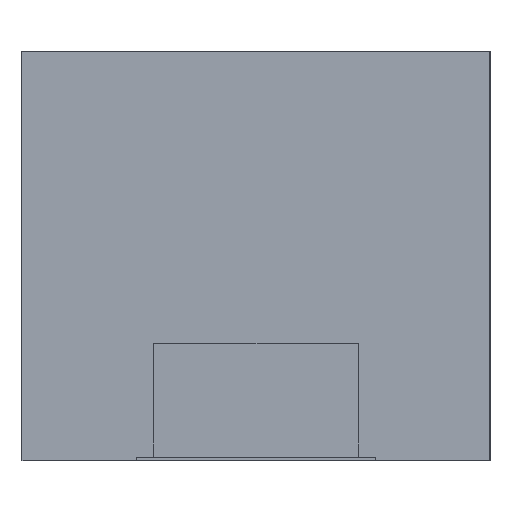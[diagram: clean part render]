
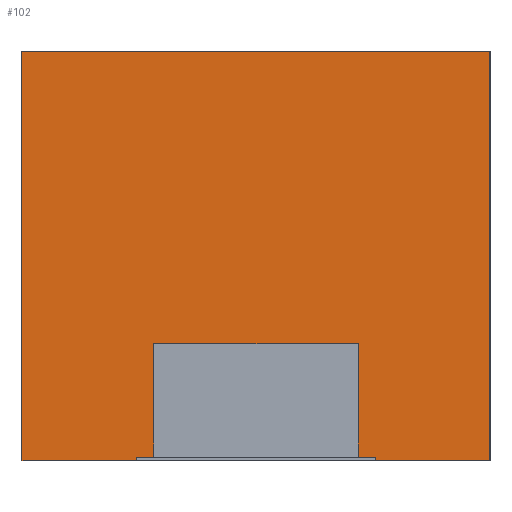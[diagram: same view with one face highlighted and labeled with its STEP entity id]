
A CAD part, left-side view. The second image highlights one B-rep face of the part: STEP entity #102.
In plain terms, the highlighted planar face has unit normal (-1, 0, 0).
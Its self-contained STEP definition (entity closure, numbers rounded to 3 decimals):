
#102=ADVANCED_FACE('',(#164),#133,.T.);
#133=PLANE('',#687);
#164=FACE_OUTER_BOUND('',#194,.T.);
#194=EDGE_LOOP('',(#269,#270,#271,#272,#273,#274,#275,#276,#277,#278,#279,
#280));
#269=ORIENTED_EDGE('',*,*,#477,.T.);
#270=ORIENTED_EDGE('',*,*,#478,.T.);
#271=ORIENTED_EDGE('',*,*,#479,.F.);
#272=ORIENTED_EDGE('',*,*,#464,.T.);
#273=ORIENTED_EDGE('',*,*,#480,.F.);
#274=ORIENTED_EDGE('',*,*,#438,.T.);
#275=ORIENTED_EDGE('',*,*,#481,.T.);
#276=ORIENTED_EDGE('',*,*,#482,.F.);
#277=ORIENTED_EDGE('',*,*,#483,.F.);
#278=ORIENTED_EDGE('',*,*,#442,.T.);
#279=ORIENTED_EDGE('',*,*,#484,.T.);
#280=ORIENTED_EDGE('',*,*,#460,.T.);
#383=VERTEX_POINT('',#859);
#385=VERTEX_POINT('',#862);
#388=VERTEX_POINT('',#868);
#389=VERTEX_POINT('',#870);
#404=VERTEX_POINT('',#904);
#405=VERTEX_POINT('',#906);
#408=VERTEX_POINT('',#912);
#409=VERTEX_POINT('',#914);
#417=VERTEX_POINT('',#937);
#418=VERTEX_POINT('',#941);
#419=VERTEX_POINT('',#945);
#420=VERTEX_POINT('',#947);
#438=EDGE_CURVE('',#385,#383,#519,.T.);
#442=EDGE_CURVE('',#389,#388,#523,.T.);
#460=EDGE_CURVE('',#405,#404,#541,.T.);
#464=EDGE_CURVE('',#409,#408,#545,.T.);
#477=EDGE_CURVE('',#404,#417,#558,.T.);
#478=EDGE_CURVE('',#417,#418,#559,.T.);
#479=EDGE_CURVE('',#409,#418,#560,.T.);
#480=EDGE_CURVE('',#385,#408,#561,.T.);
#481=EDGE_CURVE('',#383,#419,#562,.T.);
#482=EDGE_CURVE('',#420,#419,#563,.T.);
#483=EDGE_CURVE('',#389,#420,#564,.T.);
#484=EDGE_CURVE('',#388,#405,#565,.T.);
#519=LINE('',#861,#600);
#523=LINE('',#869,#604);
#541=LINE('',#905,#622);
#545=LINE('',#913,#626);
#558=LINE('',#938,#639);
#559=LINE('',#940,#640);
#560=LINE('',#942,#641);
#561=LINE('',#943,#642);
#562=LINE('',#944,#643);
#563=LINE('',#946,#644);
#564=LINE('',#948,#645);
#565=LINE('',#949,#646);
#600=VECTOR('',#715,1.);
#604=VECTOR('',#719,1.);
#622=VECTOR('',#741,1.);
#626=VECTOR('',#745,1.);
#639=VECTOR('',#764,1.);
#640=VECTOR('',#767,1.);
#641=VECTOR('',#768,1.);
#642=VECTOR('',#769,1.);
#643=VECTOR('',#770,1.);
#644=VECTOR('',#771,1.);
#645=VECTOR('',#772,1.);
#646=VECTOR('',#773,1.);
#687=AXIS2_PLACEMENT_3D('',#950,#774,#775);
#715=DIRECTION('',(0.,-1.,0.));
#719=DIRECTION('',(0.,-1.,0.));
#741=DIRECTION('',(0.,-1.,0.));
#745=DIRECTION('',(0.,-1.,0.));
#764=DIRECTION('',(0.,0.,1.));
#767=DIRECTION('',(0.,-1.,0.));
#768=DIRECTION('',(0.,0.,1.));
#769=DIRECTION('',(0.,0.,1.));
#770=DIRECTION('',(0.,0.,1.));
#771=DIRECTION('',(0.,-1.,0.));
#772=DIRECTION('',(0.,0.,1.));
#773=DIRECTION('',(0.,0.,1.));
#774=DIRECTION('',(-1.,0.,0.));
#775=DIRECTION('',(0.,1.,0.));
#859=CARTESIAN_POINT('',(-0.6,-0.4,0.003));
#861=CARTESIAN_POINT('',(-0.6,-0.205,0.003));
#862=CARTESIAN_POINT('',(-0.6,-0.205,0.003));
#868=CARTESIAN_POINT('',(-0.6,0.205,0.003));
#869=CARTESIAN_POINT('',(-0.6,0.4,0.003));
#870=CARTESIAN_POINT('',(-0.6,0.4,0.003));
#904=CARTESIAN_POINT('',(-0.6,0.175,0.009));
#905=CARTESIAN_POINT('',(-0.6,0.205,0.009));
#906=CARTESIAN_POINT('',(-0.6,0.205,0.009));
#912=CARTESIAN_POINT('',(-0.6,-0.205,0.009));
#913=CARTESIAN_POINT('',(-0.6,-0.175,0.009));
#914=CARTESIAN_POINT('',(-0.6,-0.175,0.009));
#937=CARTESIAN_POINT('',(-0.6,0.175,0.203));
#938=CARTESIAN_POINT('',(-0.6,0.175,0.009));
#940=CARTESIAN_POINT('',(-0.6,0.175,0.203));
#941=CARTESIAN_POINT('',(-0.6,-0.175,0.203));
#942=CARTESIAN_POINT('',(-0.6,-0.175,0.009));
#943=CARTESIAN_POINT('',(-0.6,-0.205,0.003));
#944=CARTESIAN_POINT('',(-0.6,-0.4,0.003));
#945=CARTESIAN_POINT('',(-0.6,-0.4,0.703));
#946=CARTESIAN_POINT('',(-0.6,0.4,0.703));
#947=CARTESIAN_POINT('',(-0.6,0.4,0.703));
#948=CARTESIAN_POINT('',(-0.6,0.4,0.003));
#949=CARTESIAN_POINT('',(-0.6,0.205,0.003));
#950=CARTESIAN_POINT('',(-0.6,0.4,0.003));
